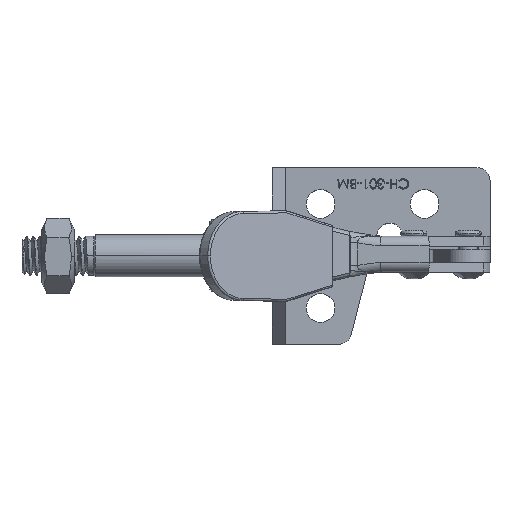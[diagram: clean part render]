
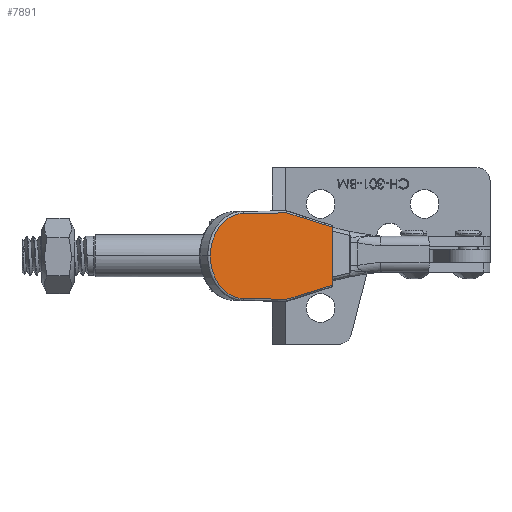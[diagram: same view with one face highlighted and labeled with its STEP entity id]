
A CAD part, top view. The second image highlights one B-rep face of the part: STEP entity #7891.
In plain terms, the highlighted face is planar.
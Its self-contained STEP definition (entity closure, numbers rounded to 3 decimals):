
#321 = CARTESIAN_POINT ( 'NONE',  ( -24.597, 16.286, 9.986 ) ) ;
#449 = CARTESIAN_POINT ( 'NONE',  ( -22.43, 14.147, 30. ) ) ;
#761 = LINE ( 'NONE', #449, #8860 ) ;
#1231 = DIRECTION ( 'NONE',  ( 0.712, -0.702, 0.012 ) ) ;
#1312 = EDGE_CURVE ( 'NONE', #31655, #3250, #9028, .T. ) ;
#1348 = ORIENTED_EDGE ( 'NONE', *, *, #4823, .T. ) ;
#2520 = PLANE ( 'NONE',  #29758 ) ;
#3057 = CARTESIAN_POINT ( 'NONE',  ( -28.812, 20.448, 21.602 ) ) ;
#3250 = VERTEX_POINT ( 'NONE', #22944 ) ;
#3975 = ORIENTED_EDGE ( 'NONE', *, *, #18154, .T. ) ;
#4183 = DIRECTION ( 'NONE',  ( 0.703, 0.712, 0. ) ) ;
#4823 = EDGE_CURVE ( 'NONE', #3250, #20745, #8329, .T. ) ;
#4884 = CARTESIAN_POINT ( 'NONE',  ( -28.812, 20.448, 21.602 ) ) ;
#5063 = ORIENTED_EDGE ( 'NONE', *, *, #27982, .T. ) ;
#5392 = DIRECTION ( 'NONE',  ( 0., 0., -1. ) ) ;
#6288 = FACE_OUTER_BOUND ( 'NONE', #22756, .T. ) ;
#6334 = DIRECTION ( 'NONE',  ( -0.712, 0.702, 0.012 ) ) ;
#6445 = CARTESIAN_POINT ( 'NONE',  ( -34.901, 26.458, 8.499 ) ) ;
#7826 = CARTESIAN_POINT ( 'NONE',  ( -28.812, 20.448, 8.398 ) ) ;
#7891 = ADVANCED_FACE ( 'NONE', ( #6288 ), #2520, .T. ) ;
#7918 = CARTESIAN_POINT ( 'NONE',  ( -34.901, 26.458, 21.499 ) ) ;
#8329 = CIRCLE ( 'NONE', #13865, 6.5 ) ;
#8364 = ORIENTED_EDGE ( 'NONE', *, *, #1312, .T. ) ;
#8860 = VECTOR ( 'NONE', #5392, 1000. ) ;
#9028 = CIRCLE ( 'NONE', #28116, 6.5 ) ;
#12439 = VECTOR ( 'NONE', #1231, 1000. ) ;
#12553 = DIRECTION ( 'NONE',  ( -0.712, 0.703, 0. ) ) ;
#13034 = VERTEX_POINT ( 'NONE', #18555 ) ;
#13434 = CARTESIAN_POINT ( 'NONE',  ( -34.902, 26.46, 14.999 ) ) ;
#13650 = CARTESIAN_POINT ( 'NONE',  ( -28.936, 20.57, 21.6 ) ) ;
#13865 = AXIS2_PLACEMENT_3D ( 'NONE', #18967, #4183, #21450 ) ;
#14956 = CARTESIAN_POINT ( 'NONE',  ( -22.43, 14.147, 19.422 ) ) ;
#15104 = EDGE_CURVE ( 'NONE', #27849, #31655, #18749, .T. ) ;
#15912 = DIRECTION ( 'NONE',  ( -0.712, 0.703, 0. ) ) ;
#16798 = VERTEX_POINT ( 'NONE', #27750 ) ;
#17225 = ORIENTED_EDGE ( 'NONE', *, *, #20086, .T. ) ;
#17601 = CARTESIAN_POINT ( 'NONE',  ( -22.43, 14.147, 10.578 ) ) ;
#17825 =( BOUNDED_CURVE ( )  B_SPLINE_CURVE ( 3, ( #4884, #24738, #29686, #14956 ),
 .UNSPECIFIED., .F., .T. ) 
 B_SPLINE_CURVE_WITH_KNOTS ( ( 4, 4 ),
 ( 4.342, 4.461 ),
 .UNSPECIFIED. ) 
 CURVE ( )  GEOMETRIC_REPRESENTATION_ITEM ( )  RATIONAL_B_SPLINE_CURVE ( ( 1., 0.999, 0.999, 1. ) ) 
 REPRESENTATION_ITEM ( '' )  );
#17981 = VECTOR ( 'NONE', #6334, 1000. ) ;
#18154 = EDGE_CURVE ( 'NONE', #16798, #27849, #21573, .T. ) ;
#18555 = CARTESIAN_POINT ( 'NONE',  ( -22.43, 14.147, 19.422 ) ) ;
#18658 = CARTESIAN_POINT ( 'NONE',  ( -34.9, 26.457, 8.499 ) ) ;
#18749 = LINE ( 'NONE', #18658, #17981 ) ;
#18967 = CARTESIAN_POINT ( 'NONE',  ( -34.902, 26.46, 14.999 ) ) ;
#20086 = EDGE_CURVE ( 'NONE', #20745, #30267, #24789, .T. ) ;
#20515 = ORIENTED_EDGE ( 'NONE', *, *, #15104, .T. ) ;
#20745 = VERTEX_POINT ( 'NONE', #7918 ) ;
#21408 = CARTESIAN_POINT ( 'NONE',  ( -28.812, 20.448, 8.398 ) ) ;
#21450 = DIRECTION ( 'NONE',  ( -0.712, 0.703, 0. ) ) ;
#21573 =( BOUNDED_CURVE ( )  B_SPLINE_CURVE ( 3, ( #17601, #321, #22648, #7826 ),
 .UNSPECIFIED., .F., .F. ) 
 B_SPLINE_CURVE_WITH_KNOTS ( ( 4, 4 ),
 ( 1.822, 1.941 ),
 .UNSPECIFIED. ) 
 CURVE ( )  GEOMETRIC_REPRESENTATION_ITEM ( )  RATIONAL_B_SPLINE_CURVE ( ( 1., 0.999, 0.999, 1. ) ) 
 REPRESENTATION_ITEM ( '' )  );
#22648 = CARTESIAN_POINT ( 'NONE',  ( -26.727, 18.389, 9.259 ) ) ;
#22756 = EDGE_LOOP ( 'NONE', ( #17225, #5063, #25716, #3975, #20515, #8364, #1348 ) ) ;
#22944 = CARTESIAN_POINT ( 'NONE',  ( -39.528, 31.026, 14.999 ) ) ;
#24738 = CARTESIAN_POINT ( 'NONE',  ( -26.727, 18.389, 20.741 ) ) ;
#24789 = LINE ( 'NONE', #13650, #12439 ) ;
#24838 = CARTESIAN_POINT ( 'NONE',  ( -47.006, 38.408, 0. ) ) ;
#25716 = ORIENTED_EDGE ( 'NONE', *, *, #29447, .T. ) ;
#27347 = DIRECTION ( 'NONE',  ( 0.703, 0.712, 0. ) ) ;
#27750 = CARTESIAN_POINT ( 'NONE',  ( -22.43, 14.147, 10.578 ) ) ;
#27849 = VERTEX_POINT ( 'NONE', #21408 ) ;
#27982 = EDGE_CURVE ( 'NONE', #30267, #13034, #17825, .T. ) ;
#28116 = AXIS2_PLACEMENT_3D ( 'NONE', #13434, #30656, #15912 ) ;
#29447 = EDGE_CURVE ( 'NONE', #13034, #16798, #761, .T. ) ;
#29686 = CARTESIAN_POINT ( 'NONE',  ( -24.597, 16.286, 20.014 ) ) ;
#29758 = AXIS2_PLACEMENT_3D ( 'NONE', #24838, #27347, #12553 ) ;
#30267 = VERTEX_POINT ( 'NONE', #3057 ) ;
#30656 = DIRECTION ( 'NONE',  ( 0.703, 0.712, 0. ) ) ;
#31655 = VERTEX_POINT ( 'NONE', #6445 ) ;
